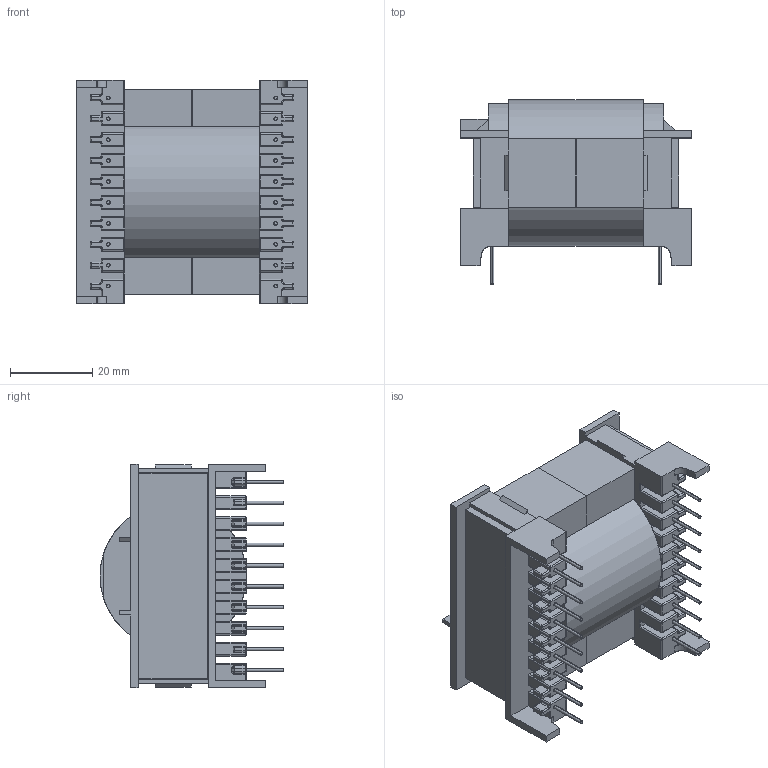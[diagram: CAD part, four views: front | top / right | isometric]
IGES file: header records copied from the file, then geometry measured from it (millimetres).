
Start section: SolidWorks IGES file using analytic representation for surfaces
Global section: file name: ETD49_5300.IGS; native system: SolidWorks 2017; preprocessor: SolidWorks 2017; author: e.wtnpm; date: 210708.130855; units: inch
Bounding box: 56 x 44.67 x 54.4 mm (x, y, z)
Surface area: 35183.3 mm2 (no closed solid volume)
Topology: 0 solids, 0 shells, 1037 faces, 7698 edges, 7668 vertices
Faces by surface type: bspline 545, revolution 492
